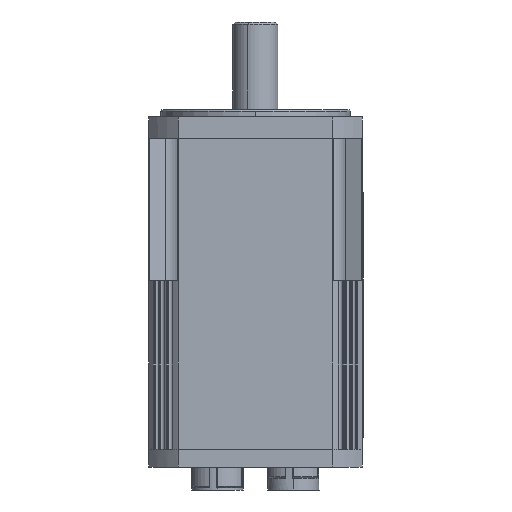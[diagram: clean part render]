
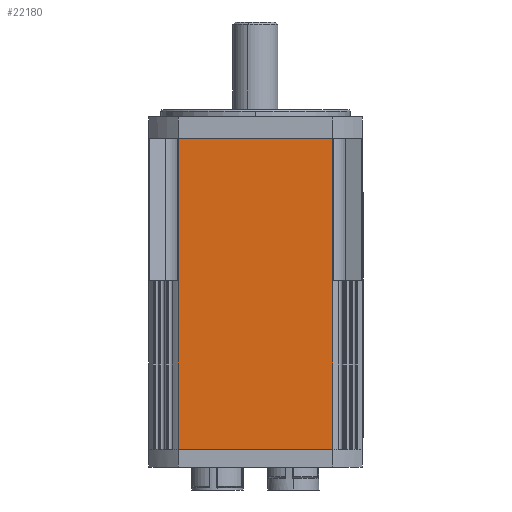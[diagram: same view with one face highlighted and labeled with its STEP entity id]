
A CAD part, front view. The second image highlights one B-rep face of the part: STEP entity #22180.
In plain terms, the highlighted planar face has unit normal (0, -1, 0).
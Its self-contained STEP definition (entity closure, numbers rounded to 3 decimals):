
#22141=CARTESIAN_POINT('',(32.485,-45.0,0.0));
#22142=DIRECTION('',(0.0,-1.0,0.0));
#22143=DIRECTION('',(0.0,0.0,-1.0));
#22144=AXIS2_PLACEMENT_3D('',#22141,#22142,#22143);
#22145=PLANE('',#22144);
#22146=CARTESIAN_POINT('',(32.485,-45.0,131.0));
#22147=VERTEX_POINT('',#22146);
#22148=CARTESIAN_POINT('',(-32.485,-45.0,131.0));
#22149=VERTEX_POINT('',#22148);
#22150=CARTESIAN_POINT('',(32.485,-45.0,131.0));
#22151=DIRECTION('',(-1.0,0.0,0.0));
#22152=VECTOR('',#22151,64.969);
#22153=LINE('',#22150,#22152);
#22154=EDGE_CURVE('',#22147,#22149,#22153,.T.);
#22155=ORIENTED_EDGE('',*,*,#22154,.T.);
#22156=CARTESIAN_POINT('',(-32.485,-45.0,0.0));
#22157=VERTEX_POINT('',#22156);
#22158=CARTESIAN_POINT('',(-32.485,-45.0,0.0));
#22159=DIRECTION('',(0.0,0.0,1.0));
#22160=VECTOR('',#22159,131.0);
#22161=LINE('',#22158,#22160);
#22162=EDGE_CURVE('',#22157,#22149,#22161,.T.);
#22163=ORIENTED_EDGE('',*,*,#22162,.F.);
#22164=CARTESIAN_POINT('',(32.485,-45.0,0.0));
#22165=VERTEX_POINT('',#22164);
#22166=CARTESIAN_POINT('',(-32.485,-45.0,0.0));
#22167=DIRECTION('',(1.0,0.0,0.0));
#22168=VECTOR('',#22167,64.969);
#22169=LINE('',#22166,#22168);
#22170=EDGE_CURVE('',#22157,#22165,#22169,.T.);
#22171=ORIENTED_EDGE('',*,*,#22170,.T.);
#22172=CARTESIAN_POINT('',(32.485,-45.0,0.0));
#22173=DIRECTION('',(0.0,0.0,1.0));
#22174=VECTOR('',#22173,131.0);
#22175=LINE('',#22172,#22174);
#22176=EDGE_CURVE('',#22165,#22147,#22175,.T.);
#22177=ORIENTED_EDGE('',*,*,#22176,.T.);
#22178=EDGE_LOOP('',(#22155,#22163,#22171,#22177));
#22179=FACE_OUTER_BOUND('',#22178,.T.);
#22180=ADVANCED_FACE('',(#22179),#22145,.T.);
